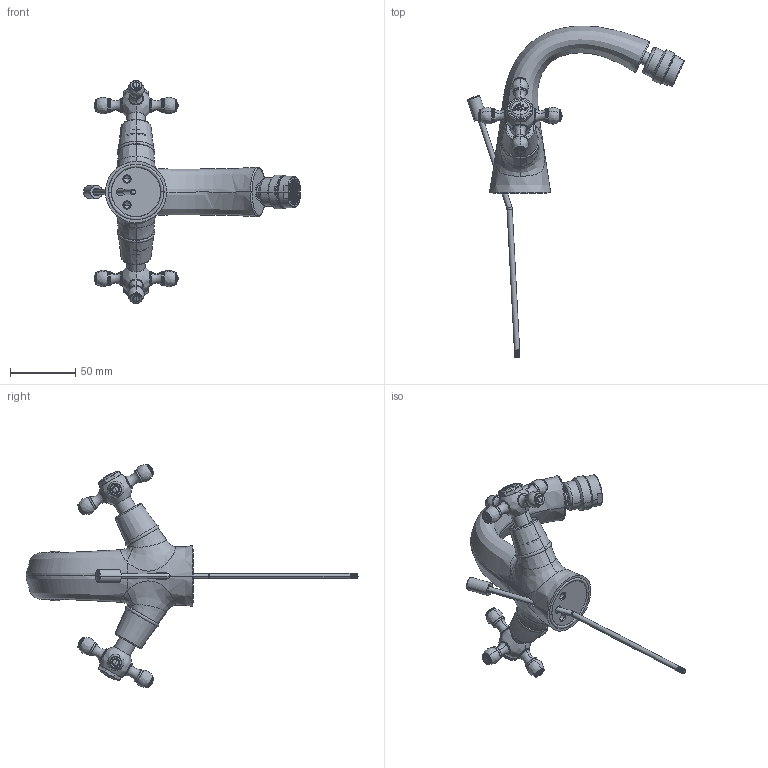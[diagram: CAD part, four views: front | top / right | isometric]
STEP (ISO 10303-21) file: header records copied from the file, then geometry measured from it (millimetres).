
FILE_DESCRIPTION((''),'2;1');
FILE_NAME('BIDET_MIXER_1L501700CP-FEU12_AS_ASM','2020-07-02T',('hzwu'),(''),'CREO PARAMETRIC BY PTC INC, 2015480','CREO PARAMETRIC BY PTC INC, 2015480','');
FILE_SCHEMA(('AUTOMOTIVE_DESIGN { 1 0 10303 214 1 1 1 1 }'));
Products named in the file (29): MSBR-27; MSBR-26; MSBR-25; MSBR-24; MSBR-23; MSBR-22; MSBR-21; MSBR-20; MSBR-19; MSBR-18; MSBR-17; MSBR-16; MSBR-15; MSBR-14; MSBR-13; MSBR-12; MSBR-11; MSBR-10; MSBR-9; MSBR-8; MSBR-7; MSBR-6; MSBR-5; MSBR-4; MSBR-3; MSBR-2; MSBR-1; _BIDET_MIXER_1L501700CP-FEU12_A; BIDET_MIXER_1L501700CP-FEU12_AS_ASM
Assembly tree (28 placements, depth 2):
  BIDET_MIXER_1L501700CP-FEU12_AS_ASM
    MSBR-27
    MSBR-26
    MSBR-25
    MSBR-24
    MSBR-23
    MSBR-22
    MSBR-21
    MSBR-20
    MSBR-19
    MSBR-18
    MSBR-17
    MSBR-16
    MSBR-15
    MSBR-14
    MSBR-13
    MSBR-12
    MSBR-11
    MSBR-10
    MSBR-9
    MSBR-8
    MSBR-7
    MSBR-6
    MSBR-5
    MSBR-4
    MSBR-3
    MSBR-2
    MSBR-1
    _BIDET_MIXER_1L501700CP-FEU12_A
Bounding box: 166.59 x 255.01 x 171.62 mm (x, y, z)
Volume: 247619.5 mm3; surface area: 78640.7 mm2
Topology: 27 solids, 27 shells, 3045 faces, 8149 edges, 5283 vertices
Faces by surface type: plane 1746, cylinder 580, bspline 285, torus 182, cone 164, extrusion 49, sphere 39
Entity records: 135367 total; most frequent: CARTESIAN_POINT 52868, ORIENTED_EDGE 16230, DIRECTION 13776, EDGE_CURVE 8115, VERTEX_POINT 5283, VECTOR 4814, LINE 4765, AXIS2_PLACEMENT_3D 4481
